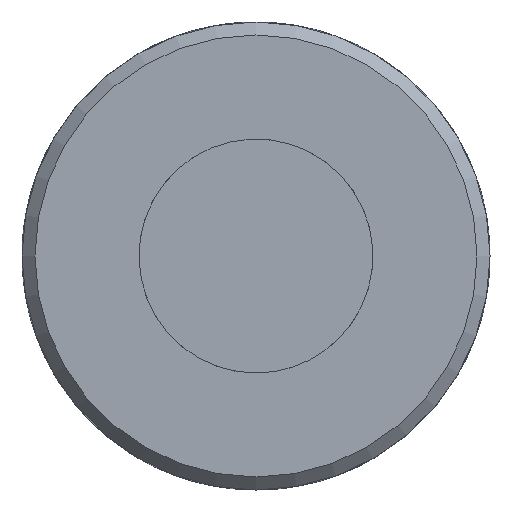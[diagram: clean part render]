
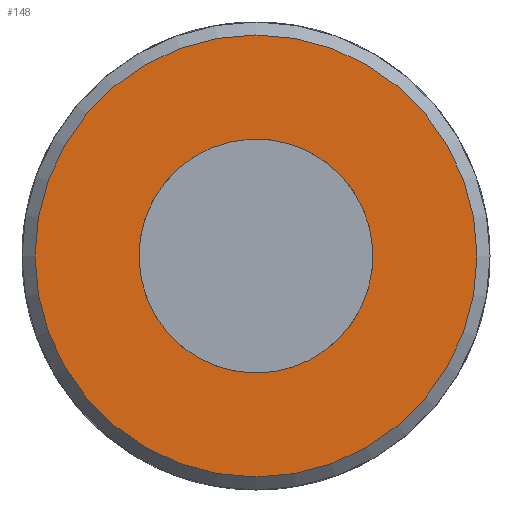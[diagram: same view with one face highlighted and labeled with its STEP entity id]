
A CAD part, left-side view. The second image highlights one B-rep face of the part: STEP entity #148.
In plain terms, the highlighted planar face has unit normal (-1, 0, 0).
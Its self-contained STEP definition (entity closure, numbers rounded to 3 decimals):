
#148 = ADVANCED_FACE( '', ( #290, #291 ), #292, .F. );
#290 = FACE_OUTER_BOUND( '', #438, .T. );
#291 = FACE_BOUND( '', #439, .T. );
#292 = PLANE( '', #440 );
#438 = EDGE_LOOP( '', ( #647 ) );
#439 = EDGE_LOOP( '', ( #648 ) );
#440 = AXIS2_PLACEMENT_3D( '', #649, #650, #651 );
#647 = ORIENTED_EDGE( '', *, *, #853, .F. );
#648 = ORIENTED_EDGE( '', *, *, #854, .T. );
#649 = CARTESIAN_POINT( '', ( 0., 0., 0. ) );
#650 = DIRECTION( '', ( 1., 0., 0. ) );
#651 = DIRECTION( '', ( 0., 0., -1. ) );
#853 = EDGE_CURVE( '', #995, #995, #996, .T. );
#854 = EDGE_CURVE( '', #997, #997, #998, .T. );
#995 = VERTEX_POINT( '', #1456 );
#996 = CIRCLE( '', #1457, 17. );
#997 = VERTEX_POINT( '', #1458 );
#998 = CIRCLE( '', #1459, 9. );
#1456 = CARTESIAN_POINT( '', ( 0., 0., -17. ) );
#1457 = AXIS2_PLACEMENT_3D( '', #1698, #1699, #1700 );
#1458 = CARTESIAN_POINT( '', ( 0., 0., -9. ) );
#1459 = AXIS2_PLACEMENT_3D( '', #1701, #1702, #1703 );
#1698 = CARTESIAN_POINT( '', ( 0., 0., 0. ) );
#1699 = DIRECTION( '', ( 1., 0., 0. ) );
#1700 = DIRECTION( '', ( 0., 0., -1. ) );
#1701 = CARTESIAN_POINT( '', ( 0., 0., 0. ) );
#1702 = DIRECTION( '', ( 1., 0., 0. ) );
#1703 = DIRECTION( '', ( 0., 0., -1. ) );
